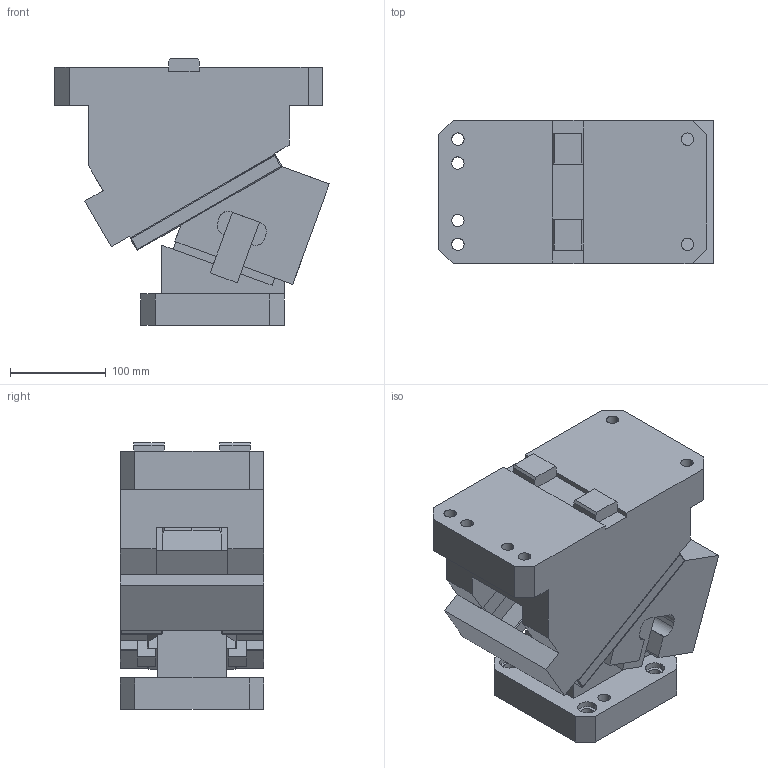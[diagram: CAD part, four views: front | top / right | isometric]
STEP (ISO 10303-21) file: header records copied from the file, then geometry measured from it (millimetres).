
FILE_DESCRIPTION(('CATIA V5 STEP Exchange'),'2;1');
FILE_NAME('CACC_150_20.stp','2015-04-21T14:33:30+00:00',('none'),('none'),'CATIA Version 5 Release 19 SP 2 (IN-10)','CATIA V5 STEP AP203','none');
FILE_SCHEMA(('CONFIG_CONTROL_DESIGN'));
Length unit declared in the file: millimetre
Products named in the file (1): CACC_150_20
Bounding box: 286.97 x 150 x 279 mm (x, y, z)
Volume: 6712977.6 mm3; surface area: 518598.8 mm2
Topology: 3 solids, 5 shells, 321 faces, 932 edges, 628 vertices
Faces by surface type: plane 240, cylinder 79, cone 2
Entity records: 11365 total; most frequent: CARTESIAN_POINT 3273, ORIENTED_EDGE 1860, DIRECTION 1327, EDGE_CURVE 930, VECTOR 760, LINE 760, VERTEX_POINT 628, EDGE_LOOP 356
